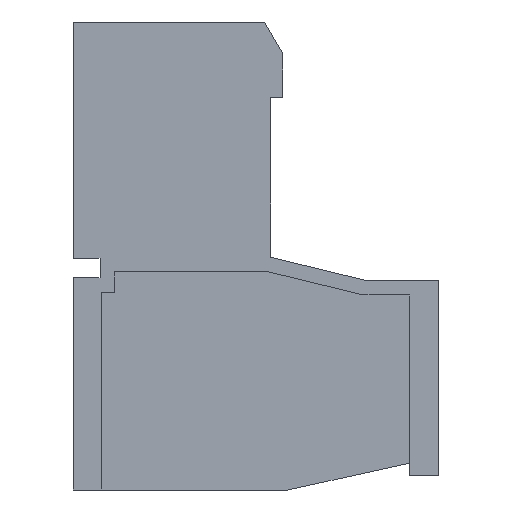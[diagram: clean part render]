
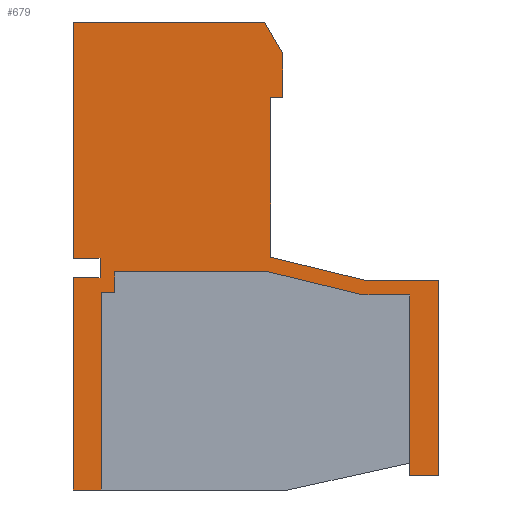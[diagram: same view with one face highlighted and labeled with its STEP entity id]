
A CAD part, left-side view. The second image highlights one B-rep face of the part: STEP entity #679.
In plain terms, the highlighted planar face has unit normal (-1, 0, 0).
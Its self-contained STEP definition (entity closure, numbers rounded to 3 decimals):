
#679 = ADVANCED_FACE( '', ( #1556 ), #1557, .F. );
#1556 = FACE_OUTER_BOUND( '', #2742, .T. );
#1557 = PLANE( '', #2743 );
#2742 = EDGE_LOOP( '', ( #4317, #4318, #4319, #4320, #4321, #4322, #4323, #4324, #4325, #4326, #4327, #4328, #4329, #4330, #4331, #4332, #4333, #4334, #4335, #4336, #4337, #4338 ) );
#2743 = AXIS2_PLACEMENT_3D( '', #4339, #4340, #4341 );
#4317 = ORIENTED_EDGE( '', *, *, #7498, .T. );
#4318 = ORIENTED_EDGE( '', *, *, #7499, .T. );
#4319 = ORIENTED_EDGE( '', *, *, #7500, .T. );
#4320 = ORIENTED_EDGE( '', *, *, #7501, .T. );
#4321 = ORIENTED_EDGE( '', *, *, #7502, .T. );
#4322 = ORIENTED_EDGE( '', *, *, #7503, .T. );
#4323 = ORIENTED_EDGE( '', *, *, #7504, .T. );
#4324 = ORIENTED_EDGE( '', *, *, #7505, .T. );
#4325 = ORIENTED_EDGE( '', *, *, #7506, .T. );
#4326 = ORIENTED_EDGE( '', *, *, #7507, .T. );
#4327 = ORIENTED_EDGE( '', *, *, #7302, .T. );
#4328 = ORIENTED_EDGE( '', *, *, #7508, .T. );
#4329 = ORIENTED_EDGE( '', *, *, #7509, .T. );
#4330 = ORIENTED_EDGE( '', *, *, #7510, .T. );
#4331 = ORIENTED_EDGE( '', *, *, #7511, .T. );
#4332 = ORIENTED_EDGE( '', *, *, #7512, .T. );
#4333 = ORIENTED_EDGE( '', *, *, #7513, .T. );
#4334 = ORIENTED_EDGE( '', *, *, #7514, .T. );
#4335 = ORIENTED_EDGE( '', *, *, #7436, .T. );
#4336 = ORIENTED_EDGE( '', *, *, #7431, .T. );
#4337 = ORIENTED_EDGE( '', *, *, #7515, .T. );
#4338 = ORIENTED_EDGE( '', *, *, #7516, .T. );
#4339 = CARTESIAN_POINT( '', ( -11.38, 0., 0. ) );
#4340 = DIRECTION( '', ( 1., 0., 0. ) );
#4341 = DIRECTION( '', ( 0., 0., -1. ) );
#7302 = EDGE_CURVE( '', #8779, #8777, #8780, .T. );
#7431 = EDGE_CURVE( '', #9004, #9005, #9006, .T. );
#7436 = EDGE_CURVE( '', #9013, #9004, #9014, .T. );
#7498 = EDGE_CURVE( '', #9120, #9121, #9122, .T. );
#7499 = EDGE_CURVE( '', #9121, #9123, #9124, .T. );
#7500 = EDGE_CURVE( '', #9123, #9125, #9126, .T. );
#7501 = EDGE_CURVE( '', #9125, #9127, #9128, .T. );
#7502 = EDGE_CURVE( '', #9127, #9129, #9130, .T. );
#7503 = EDGE_CURVE( '', #9129, #9131, #9132, .T. );
#7504 = EDGE_CURVE( '', #9131, #9133, #9134, .T. );
#7505 = EDGE_CURVE( '', #9133, #9135, #9136, .T. );
#7506 = EDGE_CURVE( '', #9135, #9137, #9138, .T. );
#7507 = EDGE_CURVE( '', #9137, #8779, #9139, .T. );
#7508 = EDGE_CURVE( '', #8777, #9140, #9141, .T. );
#7509 = EDGE_CURVE( '', #9140, #9142, #9143, .T. );
#7510 = EDGE_CURVE( '', #9142, #9144, #9145, .T. );
#7511 = EDGE_CURVE( '', #9144, #9146, #9147, .T. );
#7512 = EDGE_CURVE( '', #9146, #9148, #9149, .T. );
#7513 = EDGE_CURVE( '', #9148, #9150, #9151, .T. );
#7514 = EDGE_CURVE( '', #9150, #9013, #9152, .T. );
#7515 = EDGE_CURVE( '', #9005, #9153, #9154, .T. );
#7516 = EDGE_CURVE( '', #9153, #9120, #9155, .T. );
#8777 = VERTEX_POINT( '', #10896 );
#8779 = VERTEX_POINT( '', #10899 );
#8780 = LINE( '', #10900, #10901 );
#9004 = VERTEX_POINT( '', #11226 );
#9005 = VERTEX_POINT( '', #11227 );
#9006 = LINE( '', #11228, #11229 );
#9013 = VERTEX_POINT( '', #11239 );
#9014 = LINE( '', #11240, #11241 );
#9120 = VERTEX_POINT( '', #11391 );
#9121 = VERTEX_POINT( '', #11392 );
#9122 = LINE( '', #11393, #11394 );
#9123 = VERTEX_POINT( '', #11395 );
#9124 = LINE( '', #11396, #11397 );
#9125 = VERTEX_POINT( '', #11398 );
#9126 = LINE( '', #11399, #11400 );
#9127 = VERTEX_POINT( '', #11401 );
#9128 = LINE( '', #11402, #11403 );
#9129 = VERTEX_POINT( '', #11404 );
#9130 = LINE( '', #11405, #11406 );
#9131 = VERTEX_POINT( '', #11407 );
#9132 = LINE( '', #11408, #11409 );
#9133 = VERTEX_POINT( '', #11410 );
#9134 = LINE( '', #11411, #11412 );
#9135 = VERTEX_POINT( '', #11413 );
#9136 = LINE( '', #11414, #11415 );
#9137 = VERTEX_POINT( '', #11416 );
#9138 = LINE( '', #11417, #11418 );
#9139 = LINE( '', #11419, #11420 );
#9140 = VERTEX_POINT( '', #11421 );
#9141 = LINE( '', #11422, #11423 );
#9142 = VERTEX_POINT( '', #11424 );
#9143 = LINE( '', #11425, #11426 );
#9144 = VERTEX_POINT( '', #11427 );
#9145 = LINE( '', #11428, #11429 );
#9146 = VERTEX_POINT( '', #11430 );
#9147 = LINE( '', #11431, #11432 );
#9148 = VERTEX_POINT( '', #11433 );
#9149 = LINE( '', #11434, #11435 );
#9150 = VERTEX_POINT( '', #11436 );
#9151 = LINE( '', #11437, #11438 );
#9152 = LINE( '', #11439, #11440 );
#9153 = VERTEX_POINT( '', #11441 );
#9154 = LINE( '', #11442, #11443 );
#9155 = LINE( '', #11444, #11445 );
#10896 = CARTESIAN_POINT( '', ( -11.38, 3.925, 9.65 ) );
#10899 = CARTESIAN_POINT( '', ( -11.38, -3.925, 9.65 ) );
#10900 = CARTESIAN_POINT( '', ( -11.38, -3.925, 9.65 ) );
#10901 = VECTOR( '', #13498, 1000. );
#11226 = CARTESIAN_POINT( '', ( -11.38, 2.225, -1.45 ) );
#11227 = CARTESIAN_POINT( '', ( -11.38, 2.225, -0.6 ) );
#11228 = CARTESIAN_POINT( '', ( -11.38, 2.225, -1.45 ) );
#11229 = VECTOR( '', #13618, 1000. );
#11239 = CARTESIAN_POINT( '', ( -11.38, 2.775, -1.45 ) );
#11240 = CARTESIAN_POINT( '', ( -11.38, 2.775, -1.45 ) );
#11241 = VECTOR( '', #13622, 1000. );
#11391 = CARTESIAN_POINT( '', ( -11.38, -8.003, -1.55 ) );
#11392 = CARTESIAN_POINT( '', ( -11.38, -9.875, -1.55 ) );
#11393 = CARTESIAN_POINT( '', ( -11.38, -8.003, -1.55 ) );
#11394 = VECTOR( '', #13685, 1000. );
#11395 = CARTESIAN_POINT( '', ( -11.38, -9.875, -8.95 ) );
#11396 = CARTESIAN_POINT( '', ( -11.38, -9.875, -8.95 ) );
#11397 = VECTOR( '', #13686, 1000. );
#11398 = CARTESIAN_POINT( '', ( -11.38, -11.075, -8.95 ) );
#11399 = CARTESIAN_POINT( '', ( -11.38, -11.075, -8.95 ) );
#11400 = VECTOR( '', #13687, 1000. );
#11401 = CARTESIAN_POINT( '', ( -11.38, -11.075, -0.95 ) );
#11402 = CARTESIAN_POINT( '', ( -11.38, -11.075, -8.95 ) );
#11403 = VECTOR( '', #13688, 1000. );
#11404 = CARTESIAN_POINT( '', ( -11.38, -8.075, -0.95 ) );
#11405 = CARTESIAN_POINT( '', ( -11.38, -11.075, -0.95 ) );
#11406 = VECTOR( '', #13689, 1000. );
#11407 = CARTESIAN_POINT( '', ( -11.38, -4.175, 0. ) );
#11408 = CARTESIAN_POINT( '', ( -11.38, -8.075, -0.95 ) );
#11409 = VECTOR( '', #13690, 1000. );
#11410 = CARTESIAN_POINT( '', ( -11.38, -4.175, 6.55 ) );
#11411 = CARTESIAN_POINT( '', ( -11.38, -4.175, 0. ) );
#11412 = VECTOR( '', #13691, 1000. );
#11413 = CARTESIAN_POINT( '', ( -11.38, -4.675, 6.55 ) );
#11414 = CARTESIAN_POINT( '', ( -11.38, -4.175, 6.55 ) );
#11415 = VECTOR( '', #13692, 1000. );
#11416 = CARTESIAN_POINT( '', ( -11.38, -4.675, 8.35 ) );
#11417 = CARTESIAN_POINT( '', ( -11.38, -4.675, 6.55 ) );
#11418 = VECTOR( '', #13693, 1000. );
#11419 = CARTESIAN_POINT( '', ( -11.38, -4.675, 8.35 ) );
#11420 = VECTOR( '', #13694, 1000. );
#11421 = CARTESIAN_POINT( '', ( -11.38, 3.925, -0.05 ) );
#11422 = CARTESIAN_POINT( '', ( -11.38, 3.925, 9.65 ) );
#11423 = VECTOR( '', #13695, 1000. );
#11424 = CARTESIAN_POINT( '', ( -11.38, 2.825, -0.05 ) );
#11425 = CARTESIAN_POINT( '', ( -11.38, 3.925, -0.05 ) );
#11426 = VECTOR( '', #13696, 1000. );
#11427 = CARTESIAN_POINT( '', ( -11.38, 2.825, -0.85 ) );
#11428 = CARTESIAN_POINT( '', ( -11.38, 2.825, -0.05 ) );
#11429 = VECTOR( '', #13697, 1000. );
#11430 = CARTESIAN_POINT( '', ( -11.38, 3.925, -0.85 ) );
#11431 = CARTESIAN_POINT( '', ( -11.38, 2.825, -0.85 ) );
#11432 = VECTOR( '', #13698, 1000. );
#11433 = CARTESIAN_POINT( '', ( -11.38, 3.925, -9.55 ) );
#11434 = CARTESIAN_POINT( '', ( -11.38, 3.925, -0.85 ) );
#11435 = VECTOR( '', #13699, 1000. );
#11436 = CARTESIAN_POINT( '', ( -11.38, 2.775, -9.55 ) );
#11437 = CARTESIAN_POINT( '', ( -11.38, 3.925, -9.55 ) );
#11438 = VECTOR( '', #13700, 1000. );
#11439 = CARTESIAN_POINT( '', ( -11.38, 2.775, -9.55 ) );
#11440 = VECTOR( '', #13701, 1000. );
#11441 = CARTESIAN_POINT( '', ( -11.38, -4.103, -0.6 ) );
#11442 = CARTESIAN_POINT( '', ( -11.38, 2.225, -0.6 ) );
#11443 = VECTOR( '', #13702, 1000. );
#11444 = CARTESIAN_POINT( '', ( -11.38, -4.103, -0.6 ) );
#11445 = VECTOR( '', #13703, 1000. );
#13498 = DIRECTION( '', ( 0., 1., 0. ) );
#13618 = DIRECTION( '', ( 0., 0., 1. ) );
#13622 = DIRECTION( '', ( 0., -1., 0. ) );
#13685 = DIRECTION( '', ( 0., -1., 0. ) );
#13686 = DIRECTION( '', ( 0., 0., -1. ) );
#13687 = DIRECTION( '', ( 0., -1., 0. ) );
#13688 = DIRECTION( '', ( 0., 0., 1. ) );
#13689 = DIRECTION( '', ( 0., 1., 0. ) );
#13690 = DIRECTION( '', ( 0., 0.972, 0.237 ) );
#13691 = DIRECTION( '', ( 0., 0., 1. ) );
#13692 = DIRECTION( '', ( 0., -1., 0. ) );
#13693 = DIRECTION( '', ( 0., 0., 1. ) );
#13694 = DIRECTION( '', ( 0., 0.5, 0.866 ) );
#13695 = DIRECTION( '', ( 0., 0., -1. ) );
#13696 = DIRECTION( '', ( 0., -1., 0. ) );
#13697 = DIRECTION( '', ( 0., 0., -1. ) );
#13698 = DIRECTION( '', ( 0., 1., 0. ) );
#13699 = DIRECTION( '', ( 0., 0., -1. ) );
#13700 = DIRECTION( '', ( 0., -1., 0. ) );
#13701 = DIRECTION( '', ( 0., 0., 1. ) );
#13702 = DIRECTION( '', ( 0., -1., 0. ) );
#13703 = DIRECTION( '', ( 0., -0.972, -0.237 ) );
